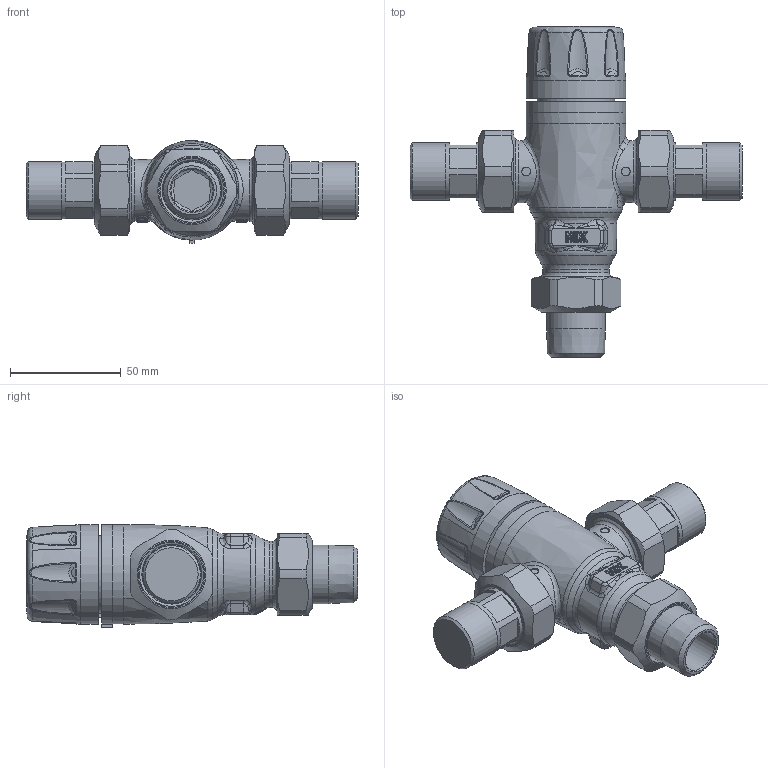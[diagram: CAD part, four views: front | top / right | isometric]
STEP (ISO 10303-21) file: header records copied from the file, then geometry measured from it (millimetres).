
FILE_DESCRIPTION(/* description */ (''),/* implementation_level */ '2;1');
FILE_NAME(/* name */ '521500AC_Simplify_1.stp',/* time_stamp */ '2025-07-30T11:33:39-05:00',/* author */ ('ischreiner'),/* organization */ (''),/* preprocessor_version */ 'ST-DEVELOPER v20',/* originating_system */ 'Autodesk Inventor 2025',/* authorisation */ '');
FILE_SCHEMA (('AUTOMOTIVE_DESIGN { 1 0 10303 214 3 1 1 }'));
Products named in the file (1): 521500AC_Simplify_1
Bounding box: 150 x 149.55 x 46.5 mm (x, y, z)
Volume: 257354.8 mm3; surface area: 50386 mm2
Topology: 7 solids, 7 shells, 1298 faces, 3015 edges, 1667 vertices
Faces by surface type: bspline 511, cylinder 378, plane 241, sphere 68, cone 58, torus 42
Full cylindrical faces by diameter (mm): 2 x1, 4 x2, 8 x1, 9 x1, 19 x1, 26 x4, 26.5 x1, 26.924 x3, 28 x2, 30 x4, 30.302 x3, 31 x1, 33.1 x3, 45 x2
Entity records: 75284 total; most frequent: CARTESIAN_POINT 47236, ORIENTED_EDGE 5818, DIRECTION 5145, EDGE_CURVE 2909, AXIS2_PLACEMENT_3D 2131, VERTEX_POINT 1667, EDGE_LOOP 1348, STYLED_ITEM 1305
